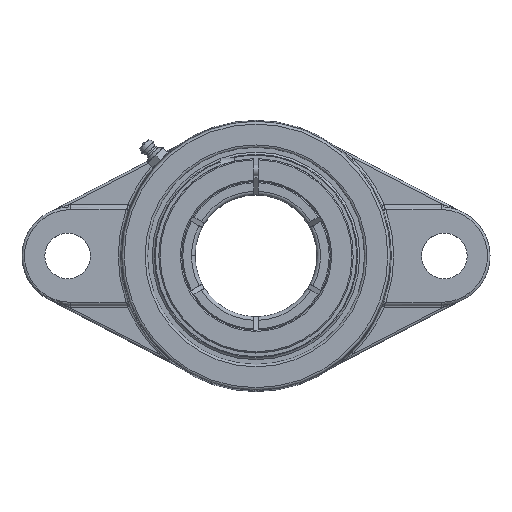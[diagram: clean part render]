
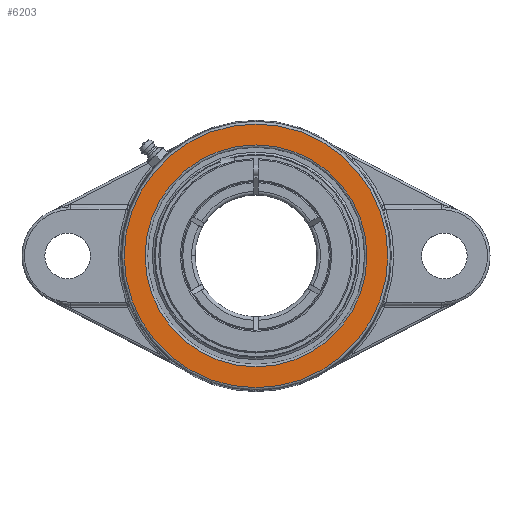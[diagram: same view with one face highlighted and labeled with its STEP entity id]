
A CAD part, top view. The second image highlights one B-rep face of the part: STEP entity #6203.
In plain terms, the highlighted planar face has unit normal (0, 0, 1).
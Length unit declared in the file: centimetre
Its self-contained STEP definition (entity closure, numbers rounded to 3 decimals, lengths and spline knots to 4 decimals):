
#6146=CARTESIAN_POINT('',(0.,5.4934,3.9));
#6147=VERTEX_POINT('',#6146);
#6174=CARTESIAN_POINT('',(0.,0.,3.9));
#6175=DIRECTION('',(-0.,0.,-1.));
#6176=DIRECTION('',(-0.,-1.,0.));
#6177=AXIS2_PLACEMENT_3D('',#6174,#6175,#6176);
#6178=CIRCLE('',#6177,5.4934);
#6179=EDGE_CURVE('',#6147,#6147,#6178,.T.);
#6184=CARTESIAN_POINT('',(-0.,-0.,3.9));
#6185=DIRECTION('',(0.,0.,1.));
#6186=DIRECTION('',(1.,0.,0.));
#6187=AXIS2_PLACEMENT_3D('',#6184,#6185,#6186);
#6188=PLANE('',#6187);
#6189=CARTESIAN_POINT('',(0.,-4.6229,3.9));
#6190=VERTEX_POINT('',#6189);
#6191=CARTESIAN_POINT('',(0.,0.,3.9));
#6192=DIRECTION('',(0.,-0.,1.));
#6193=DIRECTION('',(0.,1.,0.));
#6194=AXIS2_PLACEMENT_3D('',#6191,#6192,#6193);
#6195=CIRCLE('',#6194,4.6229);
#6196=EDGE_CURVE('',#6190,#6190,#6195,.T.);
#6197=ORIENTED_EDGE('',*,*,#6196,.F.);
#6198=EDGE_LOOP('',(#6197));
#6199=FACE_BOUND('',#6198,.T.);
#6200=ORIENTED_EDGE('',*,*,#6179,.F.);
#6201=EDGE_LOOP('',(#6200));
#6202=FACE_BOUND('',#6201,.T.);
#6203=ADVANCED_FACE('',(#6199,#6202),#6188,.T.);
